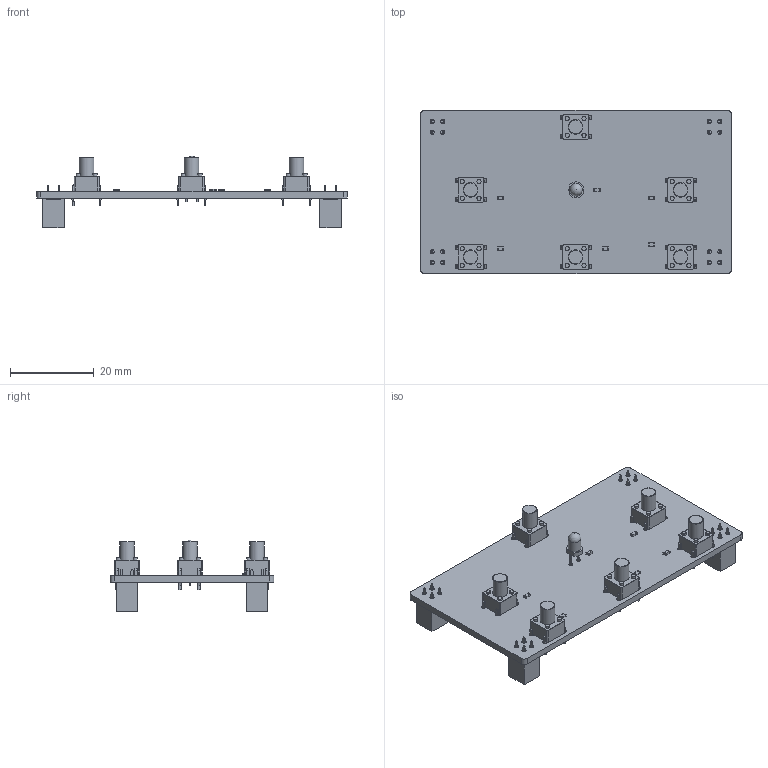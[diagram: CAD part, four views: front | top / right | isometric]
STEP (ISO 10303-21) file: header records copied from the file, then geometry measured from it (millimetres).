
FILE_DESCRIPTION(/* description */ (''),/* implementation_level */ '2;1');
FILE_NAME(/* name */ 'main_pcb_ui.step',/* time_stamp */ '2021-10-31T16:43:01+01:00',/* author */ (''),/* organization */ (''),/* preprocessor_version */ 'ST-DEVELOPER v18.1',/* originating_system */ 'Autodesk Translation Framework v10.10.0.1391',/* authorisation */ '');
FILE_SCHEMA (('AUTOMOTIVE_DESIGN { 1 0 10303 214 3 1 1 }'));
Length unit declared in the file: millimetre
Products named in the file (10): main_pcb_ui; PinSocket_2x02_P2.54mm_Vertical; SOLID (1); SW_PUSH_6mm_H8mm; SOLID; LED_D3.0mm; SOLID (3); R_0603_1608Metric; SOLID (2); COMPOUND
Assembly tree (22 placements, depth 3):
  main_pcb_ui
    SW_PUSH_6mm_H8mm  x6
      SOLID
    PinSocket_2x02_P2.54mm_Vertical  x4
      SOLID (1)
    R_0603_1608Metric  x6
      SOLID (2)
    LED_D3.0mm
      SOLID (3)
    COMPOUND
Bounding box: 74 x 39 x 17 mm (x, y, z)
Volume: 6343.8 mm3; surface area: 8961.4 mm2
Topology: 18 solids, 18 shells, 1390 faces, 3632 edges, 2357 vertices
Faces by surface type: plane 1041, cylinder 342, torus 6, sphere 1
Full cylindrical faces by diameter (mm): 0.9 x2, 1 x40, 1.1 x24, 3 x1, 3.5 x6
Entity records: 11040 total; most frequent: CARTESIAN_POINT 1809, DIRECTION 1797, ORIENTED_EDGE 1748, EDGE_CURVE 874, LINE 681, VECTOR 681, VERTEX_POINT 570, AXIS2_PLACEMENT_3D 558
